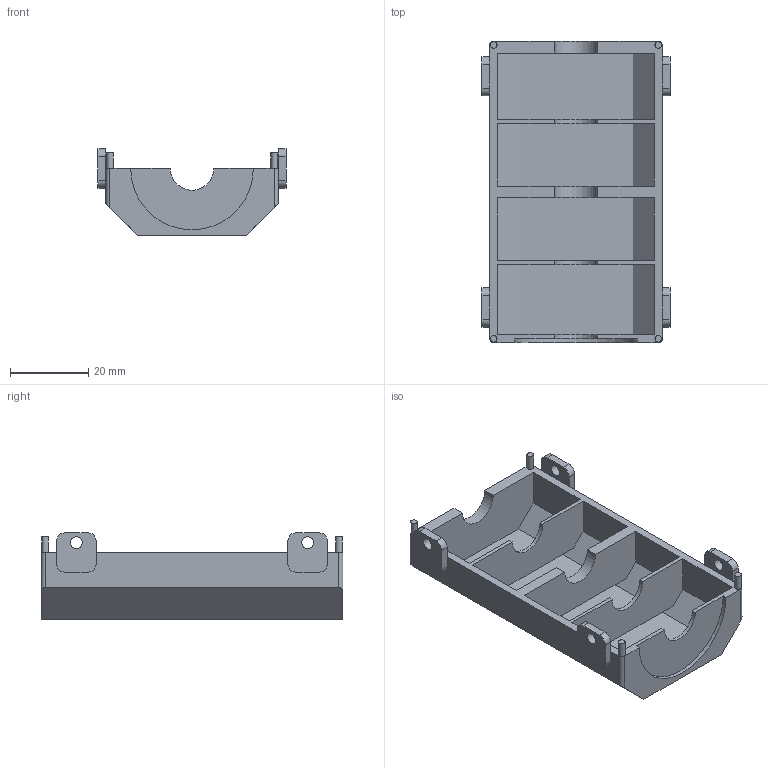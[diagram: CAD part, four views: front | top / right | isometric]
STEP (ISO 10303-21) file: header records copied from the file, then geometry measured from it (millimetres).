
FILE_DESCRIPTION(/* description */ ('','CAx-IF Rec.Pracs.---Representation and Presentation of Product Manufacturing Information (PMI)---4.0---2014-10-13'),/* implementation_level */ '2;1');
FILE_NAME(/* name */ 'Crankcase.step',/* time_stamp */ '2025-03-10T04:05:41-04:00',/* author */ (''),/* organization */ (''),/* preprocessor_version */ 'ST-DEVELOPER v20',/* originating_system */ 'Autodesk Translation Framework v13.20.0.188',/* authorisation */ '');
FILE_SCHEMA (('AP242_MANAGED_MODEL_BASED_3D_ENGINEERING_MIM_LF { 1 0 10303 442 1 1 4 }'));
Length unit declared in the file: millimetre
Products named in the file (1): Crank Case
Bounding box: 48 x 77 x 22 mm (x, y, z)
Volume: 14105.8 mm3; surface area: 16920.3 mm2
Topology: 9 solids, 9 shells, 104 faces, 276 edges, 184 vertices
Faces by surface type: plane 70, cylinder 34
Full cylindrical faces by diameter (mm): 1.7 x4, 3 x4
Entity records: 3281 total; most frequent: CARTESIAN_POINT 565, DIRECTION 554, ORIENTED_EDGE 552, EDGE_CURVE 276, LINE 208, VECTOR 208, VERTEX_POINT 184, AXIS2_PLACEMENT_3D 173
